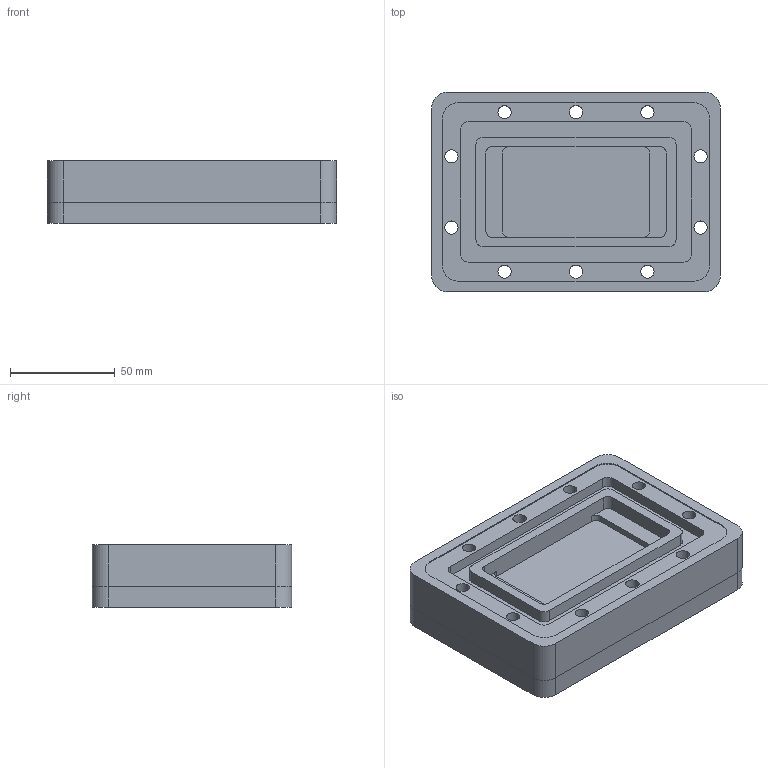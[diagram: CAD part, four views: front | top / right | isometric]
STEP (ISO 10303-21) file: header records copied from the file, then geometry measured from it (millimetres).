
FILE_DESCRIPTION (( 'STEP AP214' ), '1' );
FILE_NAME ('FMWGP1000_3D.step', '2023-11-01T15:23:02', ( '' ), ( '' ), 'SwSTEP 2.0', 'SolidWorks 2022', '' );
FILE_SCHEMA (( 'AUTOMOTIVE_DESIGN' ));
Length unit declared in the file: inch
Products named in the file (1): FMWGP1000_3D
Bounding box: 138.1 x 95.25 x 30 mm (x, y, z)
Volume: 297354.2 mm3; surface area: 55202.8 mm2
Topology: 1 solids, 1 shells, 319 faces, 698 edges, 416 vertices
Faces by surface type: plane 133, cylinder 96, cone 90
Entity records: 9716 total; most frequent: CARTESIAN_POINT 2584, DIRECTION 1546, ORIENTED_EDGE 1396, EDGE_CURVE 698, AXIS2_PLACEMENT_3D 598, VERTEX_POINT 416, EDGE_LOOP 374, VECTOR 350
